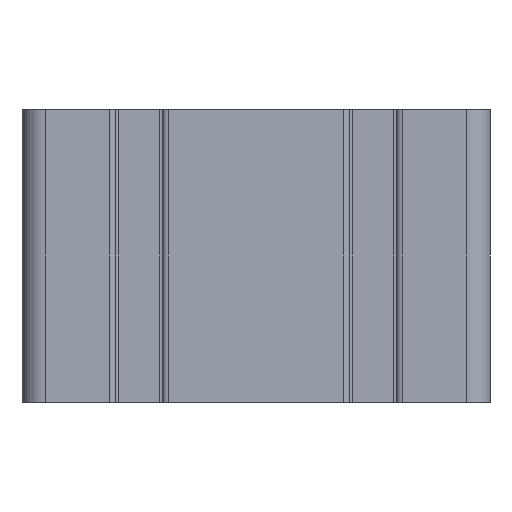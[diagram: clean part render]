
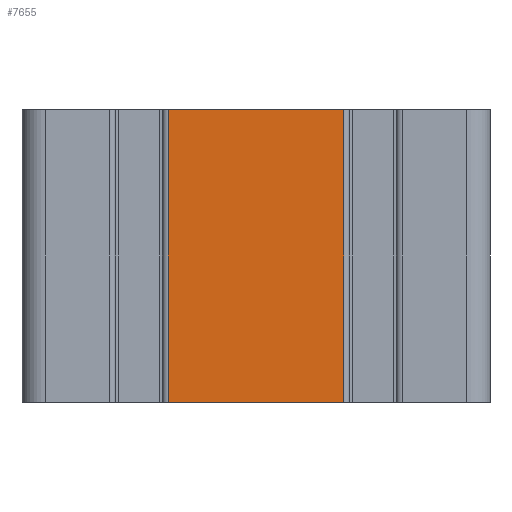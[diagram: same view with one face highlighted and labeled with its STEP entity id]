
A CAD part, left-side view. The second image highlights one B-rep face of the part: STEP entity #7655.
In plain terms, the highlighted planar face has unit normal (-1, 0, 0).
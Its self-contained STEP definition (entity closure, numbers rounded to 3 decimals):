
#171 = CARTESIAN_POINT ( 'NONE',  ( -60., -15., 25. ) ) ;
#468 = LINE ( 'NONE', #171, #8035 ) ;
#1044 = ORIENTED_EDGE ( 'NONE', *, *, #2629, .T. ) ;
#1900 = PLANE ( 'NONE',  #12851 ) ;
#2629 = EDGE_CURVE ( 'NONE', #3250, #13832, #13500, .T. ) ;
#3250 = VERTEX_POINT ( 'NONE', #3626 ) ;
#3506 = CARTESIAN_POINT ( 'NONE',  ( -60., 15., 25. ) ) ;
#3626 = CARTESIAN_POINT ( 'NONE',  ( -60., 15., -25. ) ) ;
#3735 = LINE ( 'NONE', #3506, #11703 ) ;
#4240 = DIRECTION ( 'NONE',  ( 0., 1., 0. ) ) ;
#4300 = CARTESIAN_POINT ( 'NONE',  ( -60., -15., -25. ) ) ;
#4941 = VERTEX_POINT ( 'NONE', #14798 ) ;
#5638 = LINE ( 'NONE', #8963, #11209 ) ;
#5904 = ORIENTED_EDGE ( 'NONE', *, *, #13125, .F. ) ;
#6505 = CARTESIAN_POINT ( 'NONE',  ( -60., 15., 25. ) ) ;
#6902 = CARTESIAN_POINT ( 'NONE',  ( -60., 15., -25. ) ) ;
#7649 = FACE_OUTER_BOUND ( 'NONE', #12116, .T. ) ;
#7655 = ADVANCED_FACE ( 'NONE', ( #7649 ), #1900, .F. ) ;
#7754 = DIRECTION ( 'NONE',  ( 0., 0., -1. ) ) ;
#8035 = VECTOR ( 'NONE', #9406, 1000. ) ;
#8048 = DIRECTION ( 'NONE',  ( 0., -1., 0. ) ) ;
#8963 = CARTESIAN_POINT ( 'NONE',  ( -60., 15., 25. ) ) ;
#9173 = EDGE_CURVE ( 'NONE', #4941, #3250, #5638, .T. ) ;
#9293 = VERTEX_POINT ( 'NONE', #11834 ) ;
#9406 = DIRECTION ( 'NONE',  ( 0., 0., -1. ) ) ;
#11129 = DIRECTION ( 'NONE',  ( 1., 0., 0. ) ) ;
#11209 = VECTOR ( 'NONE', #7754, 1000. ) ;
#11530 = DIRECTION ( 'NONE',  ( 0., -1., 0. ) ) ;
#11703 = VECTOR ( 'NONE', #11530, 1000. ) ;
#11834 = CARTESIAN_POINT ( 'NONE',  ( -60., -15., 25. ) ) ;
#12116 = EDGE_LOOP ( 'NONE', ( #1044, #5904, #13214, #13981 ) ) ;
#12851 = AXIS2_PLACEMENT_3D ( 'NONE', #6505, #11129, #4240 ) ;
#13125 = EDGE_CURVE ( 'NONE', #9293, #13832, #468, .T. ) ;
#13214 = ORIENTED_EDGE ( 'NONE', *, *, #14693, .F. ) ;
#13500 = LINE ( 'NONE', #6902, #14282 ) ;
#13832 = VERTEX_POINT ( 'NONE', #4300 ) ;
#13981 = ORIENTED_EDGE ( 'NONE', *, *, #9173, .T. ) ;
#14282 = VECTOR ( 'NONE', #8048, 1000. ) ;
#14693 = EDGE_CURVE ( 'NONE', #4941, #9293, #3735, .T. ) ;
#14798 = CARTESIAN_POINT ( 'NONE',  ( -60., 15., 25. ) ) ;
